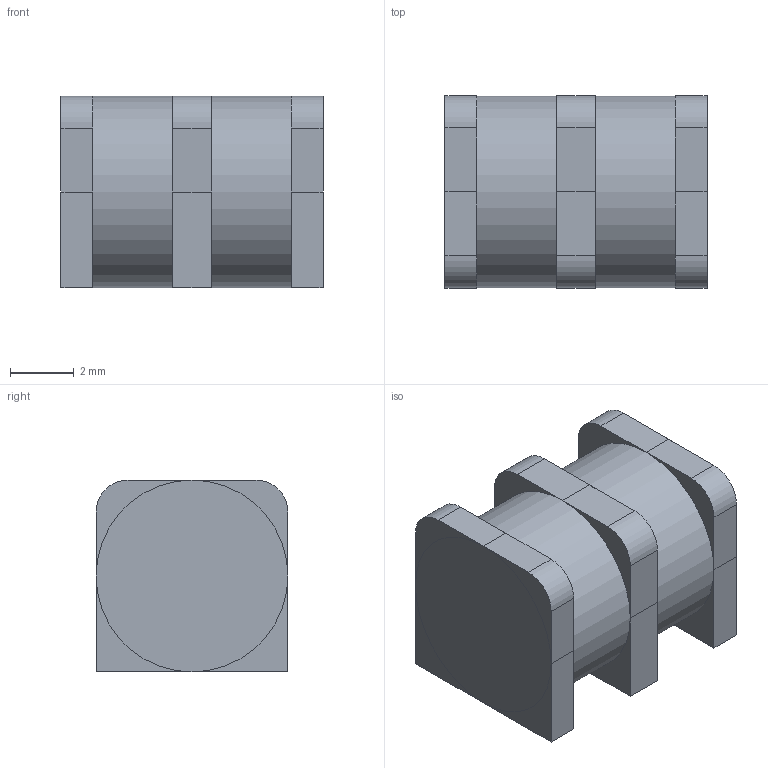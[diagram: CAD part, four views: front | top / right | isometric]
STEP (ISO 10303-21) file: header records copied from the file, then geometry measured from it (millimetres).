
FILE_DESCRIPTION(('FreeCAD Model'),'2;1');
FILE_NAME('Fillet.step','2018-01-27T20:36:46',('kicad StepUp') ,('ksu MCAD'),'Open CASCADE STEP processor 6.8','FreeCAD','Unknown');
FILE_SCHEMA(('AUTOMOTIVE_DESIGN_CC2 { 1 2 10303 214 -1 1 5 4 }'));
Length unit declared in the file: millimetre
Products named in the file (1): Fillet
Bounding box: 8.2 x 6 x 6 mm (x, y, z)
Volume: 255.2 mm3; surface area: 268.6 mm2
Topology: 1 solids, 1 shells, 58 faces, 116 edges, 60 vertices
Faces by surface type: plane 50, cylinder 8
Full cylindrical faces by diameter (mm): 6 x2
Entity records: 1461 total; most frequent: DIRECTION 270, CARTESIAN_POINT 235, ORIENTED_EDGE 232, EDGE_CURVE 116, AXIS2_PLACEMENT_3D 95, LINE 80, VECTOR 80, VERTEX_POINT 60
